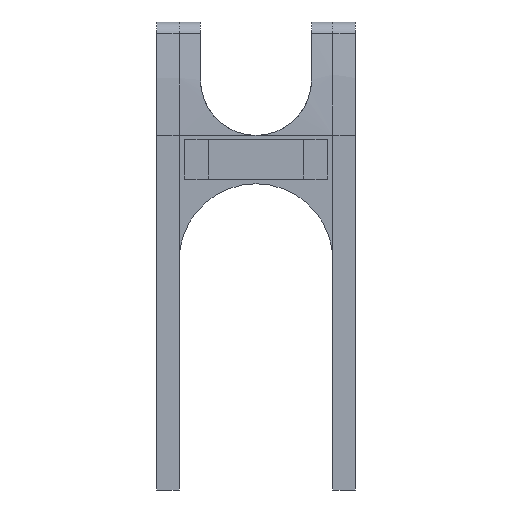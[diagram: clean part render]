
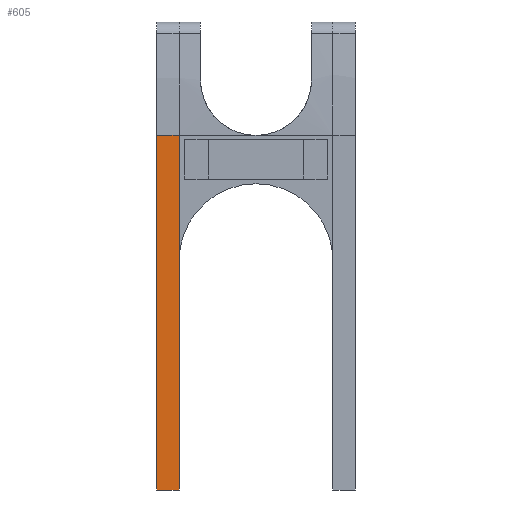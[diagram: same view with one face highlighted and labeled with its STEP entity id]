
A CAD part, front view. The second image highlights one B-rep face of the part: STEP entity #605.
In plain terms, the highlighted planar face has unit normal (0, -1, 0).
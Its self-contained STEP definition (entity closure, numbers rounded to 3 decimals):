
#88 = LINE ( 'NONE', #1315, #1490 ) ;
#91 = VERTEX_POINT ( 'NONE', #788 ) ;
#119 = EDGE_CURVE ( 'NONE', #343, #1272, #1420, .T. ) ;
#158 = LINE ( 'NONE', #880, #480 ) ;
#172 = DIRECTION ( 'NONE',  ( -1., 0., 0. ) ) ;
#334 = LINE ( 'NONE', #921, #349 ) ;
#343 = VERTEX_POINT ( 'NONE', #1050 ) ;
#349 = VECTOR ( 'NONE', #785, 1000. ) ;
#413 = ORIENTED_EDGE ( 'NONE', *, *, #1058, .F. ) ;
#456 = CARTESIAN_POINT ( 'NONE',  ( -125., -27., -125. ) ) ;
#476 = VECTOR ( 'NONE', #1301, 1000. ) ;
#479 = AXIS2_PLACEMENT_3D ( 'NONE', #1044, #1054, #923 ) ;
#480 = VECTOR ( 'NONE', #630, 1000. ) ;
#544 = ORIENTED_EDGE ( 'NONE', *, *, #557, .F. ) ;
#557 = EDGE_CURVE ( 'NONE', #1042, #797, #760, .T. ) ;
#569 = PLANE ( 'NONE',  #479 ) ;
#605 = ADVANCED_FACE ( 'NONE', ( #678 ), #569, .T. ) ;
#630 = DIRECTION ( 'NONE',  ( 0., 0., -1. ) ) ;
#653 = ORIENTED_EDGE ( 'NONE', *, *, #119, .F. ) ;
#655 = DIRECTION ( 'NONE',  ( 0., 0., -1. ) ) ;
#678 = FACE_OUTER_BOUND ( 'NONE', #1088, .T. ) ;
#684 = CARTESIAN_POINT ( 'NONE',  ( -97., -27., -572. ) ) ;
#688 = VERTEX_POINT ( 'NONE', #1550 ) ;
#708 = CARTESIAN_POINT ( 'NONE',  ( -125., -27., -572. ) ) ;
#760 = LINE ( 'NONE', #1257, #1156 ) ;
#785 = DIRECTION ( 'NONE',  ( 0., 0., 1. ) ) ;
#788 = CARTESIAN_POINT ( 'NONE',  ( -125., -27., -472. ) ) ;
#797 = VERTEX_POINT ( 'NONE', #708 ) ;
#804 = CARTESIAN_POINT ( 'NONE',  ( -97., -27., -125. ) ) ;
#842 = ORIENTED_EDGE ( 'NONE', *, *, #1006, .F. ) ;
#876 = CARTESIAN_POINT ( 'NONE',  ( -125., -27., 20. ) ) ;
#880 = CARTESIAN_POINT ( 'NONE',  ( -97., -27., 0. ) ) ;
#921 = CARTESIAN_POINT ( 'NONE',  ( -125., -27., 20. ) ) ;
#923 = DIRECTION ( 'NONE',  ( 0., 0., -1. ) ) ;
#974 = ORIENTED_EDGE ( 'NONE', *, *, #1543, .F. ) ;
#1006 = EDGE_CURVE ( 'NONE', #91, #343, #1017, .T. ) ;
#1017 = LINE ( 'NONE', #876, #1386 ) ;
#1042 = VERTEX_POINT ( 'NONE', #684 ) ;
#1043 = EDGE_CURVE ( 'NONE', #688, #1042, #88, .T. ) ;
#1044 = CARTESIAN_POINT ( 'NONE',  ( 0., -27., 0. ) ) ;
#1050 = CARTESIAN_POINT ( 'NONE',  ( -125., -27., -125. ) ) ;
#1054 = DIRECTION ( 'NONE',  ( 0., -1., 0. ) ) ;
#1058 = EDGE_CURVE ( 'NONE', #797, #91, #334, .T. ) ;
#1088 = EDGE_LOOP ( 'NONE', ( #974, #653, #842, #413, #544, #1296 ) ) ;
#1156 = VECTOR ( 'NONE', #172, 1000. ) ;
#1257 = CARTESIAN_POINT ( 'NONE',  ( -97., -27., -572. ) ) ;
#1267 = DIRECTION ( 'NONE',  ( 0., 0., 1. ) ) ;
#1272 = VERTEX_POINT ( 'NONE', #804 ) ;
#1296 = ORIENTED_EDGE ( 'NONE', *, *, #1043, .F. ) ;
#1301 = DIRECTION ( 'NONE',  ( 1., 0., 0. ) ) ;
#1315 = CARTESIAN_POINT ( 'NONE',  ( -97., -27., -186. ) ) ;
#1386 = VECTOR ( 'NONE', #1267, 1000. ) ;
#1420 = LINE ( 'NONE', #456, #476 ) ;
#1490 = VECTOR ( 'NONE', #655, 1000. ) ;
#1543 = EDGE_CURVE ( 'NONE', #1272, #688, #158, .T. ) ;
#1550 = CARTESIAN_POINT ( 'NONE',  ( -97., -27., -283. ) ) ;
